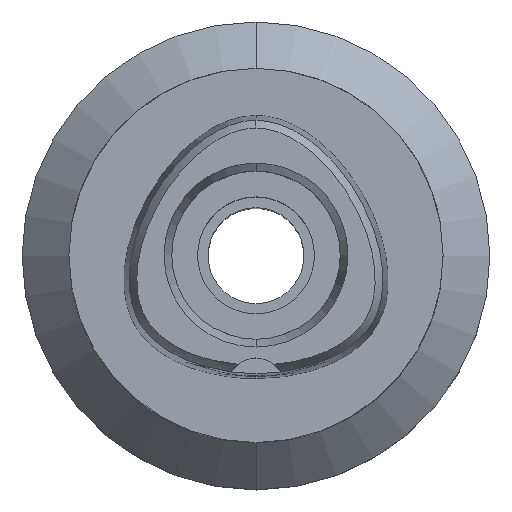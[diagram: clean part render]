
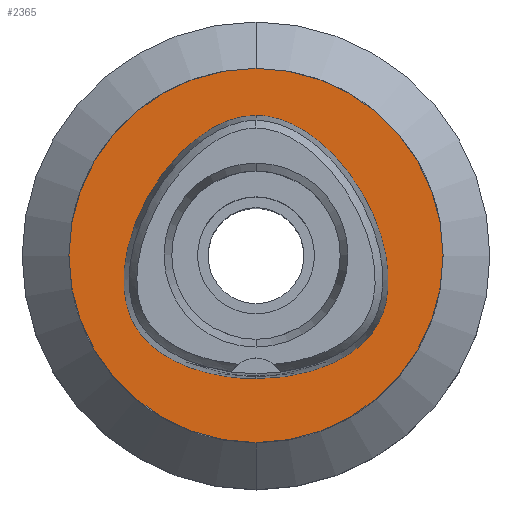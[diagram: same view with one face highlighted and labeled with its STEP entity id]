
A CAD part, top view. The second image highlights one B-rep face of the part: STEP entity #2365.
In plain terms, the highlighted planar face has unit normal (0, 0, 1).
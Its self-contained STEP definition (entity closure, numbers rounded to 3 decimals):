
#276=CARTESIAN_POINT('',(0.,0.,0.));
#277=DIRECTION('',(0.,0.,-1.));
#278=DIRECTION('',(0.,-1.,0.));
#279=AXIS2_PLACEMENT_3D('',#276,#277,#278);
#284=CARTESIAN_POINT('',(0.,0.,0.));
#285=DIRECTION('',(0.,0.,-1.));
#286=DIRECTION('',(0.,1.,0.));
#287=AXIS2_PLACEMENT_3D('',#284,#285,#286);
#292=CARTESIAN_POINT('',(0.,-13.163,0.));
#293=CARTESIAN_POINT('',(0.603,-13.163,0.));
#294=CARTESIAN_POINT('',(1.787,-13.116,
0.));
#295=CARTESIAN_POINT('',(3.522,-12.909,
0.));
#296=CARTESIAN_POINT('',(5.14,-12.583,0.));
#297=CARTESIAN_POINT('',(6.61,-12.158,0.));
#298=CARTESIAN_POINT('',(7.915,-11.659,0.));
#299=CARTESIAN_POINT('',(9.055,-11.106,0.));
#300=CARTESIAN_POINT('',(10.038,-10.514,0.));
#301=CARTESIAN_POINT('',(10.877,-9.897,0.));
#302=CARTESIAN_POINT('',(11.589,-9.26,0.));
#303=CARTESIAN_POINT('',(12.19,-8.606,0.));
#304=CARTESIAN_POINT('',(12.686,-7.943,0.));
#305=CARTESIAN_POINT('',(13.1,-7.256,0.));
#306=CARTESIAN_POINT('',(13.446,-6.515,0.));
#307=CARTESIAN_POINT('',(13.733,-5.697,0.));
#308=CARTESIAN_POINT('',(13.953,-4.793,0.));
#309=CARTESIAN_POINT('',(14.096,-3.792,0.));
#310=CARTESIAN_POINT('',(14.15,-2.682,0.));
#311=CARTESIAN_POINT('',(14.098,-1.458,0.));
#312=CARTESIAN_POINT('',(13.923,-0.115,0.));
#313=CARTESIAN_POINT('',(13.606,1.338,0.));
#314=CARTESIAN_POINT('',(13.132,2.881,0.));
#315=CARTESIAN_POINT('',(12.498,4.478,0.));
#316=CARTESIAN_POINT('',(11.71,6.076,0.));
#317=CARTESIAN_POINT('',(10.79,7.621,0.));
#318=CARTESIAN_POINT('',(9.769,9.062,0.));
#319=CARTESIAN_POINT('',(8.688,10.355,0.));
#320=CARTESIAN_POINT('',(7.585,11.475,0.));
#321=CARTESIAN_POINT('',(6.492,12.415,0.));
#322=CARTESIAN_POINT('',(5.43,13.18,0.));
#323=CARTESIAN_POINT('',(4.41,13.784,0.));
#324=CARTESIAN_POINT('',(3.44,14.245,0.));
#325=CARTESIAN_POINT('',(2.517,14.581,0.));
#326=CARTESIAN_POINT('',(1.639,14.807,0.));
#327=CARTESIAN_POINT('',(0.801,14.936,
0.));
#328=CARTESIAN_POINT('',(0.263,14.963,
0.));
#329=CARTESIAN_POINT('',(0.,14.963,
0.));
#334=CARTESIAN_POINT('',(0.,14.963,
0.));
#335=CARTESIAN_POINT('',(-0.263,14.963,
0.));
#336=CARTESIAN_POINT('',(-0.801,14.936,
0.));
#337=CARTESIAN_POINT('',(-1.639,14.807,
0.));
#338=CARTESIAN_POINT('',(-2.517,14.581,0.));
#339=CARTESIAN_POINT('',(-3.44,14.245,0.));
#340=CARTESIAN_POINT('',(-4.411,13.783,0.));
#341=CARTESIAN_POINT('',(-5.431,13.179,0.));
#342=CARTESIAN_POINT('',(-6.493,12.414,0.));
#343=CARTESIAN_POINT('',(-7.587,11.474,0.));
#344=CARTESIAN_POINT('',(-8.69,10.353,0.));
#345=CARTESIAN_POINT('',(-9.772,9.059,0.));
#346=CARTESIAN_POINT('',(-10.792,7.618,0.));
#347=CARTESIAN_POINT('',(-11.711,6.073,0.));
#348=CARTESIAN_POINT('',(-12.499,4.474,0.));
#349=CARTESIAN_POINT('',(-13.134,2.878,0.));
#350=CARTESIAN_POINT('',(-13.606,1.335,0.));
#351=CARTESIAN_POINT('',(-13.923,-0.117,0.));
#352=CARTESIAN_POINT('',(-14.098,-1.46,0.));
#353=CARTESIAN_POINT('',(-14.15,-2.684,0.));
#354=CARTESIAN_POINT('',(-14.096,-3.793,0.));
#355=CARTESIAN_POINT('',(-13.952,-4.795,0.));
#356=CARTESIAN_POINT('',(-13.733,-5.699,0.));
#357=CARTESIAN_POINT('',(-13.445,-6.518,0.));
#358=CARTESIAN_POINT('',(-13.1,-7.255,0.));
#359=CARTESIAN_POINT('',(-12.688,-7.941,0.));
#360=CARTESIAN_POINT('',(-12.192,-8.604,0.));
#361=CARTESIAN_POINT('',(-11.591,-9.258,0.));
#362=CARTESIAN_POINT('',(-10.88,-9.894,0.));
#363=CARTESIAN_POINT('',(-10.04,-10.512,0.));
#364=CARTESIAN_POINT('',(-9.058,-11.104,0.));
#365=CARTESIAN_POINT('',(-7.918,-11.658,0.));
#366=CARTESIAN_POINT('',(-6.612,-12.158,0.));
#367=CARTESIAN_POINT('',(-5.141,-12.582,0.));
#368=CARTESIAN_POINT('',(-3.523,-12.909,
0.));
#369=CARTESIAN_POINT('',(-1.787,-13.116,
0.));
#370=CARTESIAN_POINT('',(-0.603,-13.163,0.));
#371=CARTESIAN_POINT('',(0.,-13.163,0.));
#1598=VERTEX_POINT('',#334);
#1599=VERTEX_POINT('',#371);
#1604=CARTESIAN_POINT('',(0.,-20.,0.));
#1605=CARTESIAN_POINT('',(0.,20.,0.));
#1606=VERTEX_POINT('',#1604);
#1607=VERTEX_POINT('',#1605);
#2349=CARTESIAN_POINT('',(0.,0.,0.));
#2350=DIRECTION('',(0.,0.,-1.));
#2351=DIRECTION('',(0.,-1.,0.));
#2352=AXIS2_PLACEMENT_3D('',#2349,#2350,#2351);
#2353=PLANE('',#2352);
#2355=ORIENTED_EDGE('',*,*,#2354,.T.);
#2357=ORIENTED_EDGE('',*,*,#2356,.T.);
#2358=EDGE_LOOP('',(#2355,#2357));
#2359=FACE_OUTER_BOUND('',#2358,.F.);
#2361=ORIENTED_EDGE('',*,*,#2360,.T.);
#2362=ORIENTED_EDGE('',*,*,#2332,.T.);
#2363=EDGE_LOOP('',(#2361,#2362));
#2364=FACE_BOUND('',#2363,.F.);
#280=CIRCLE('',#279,20.);
#288=CIRCLE('',#287,20.);
#330=B_SPLINE_CURVE_WITH_KNOTS('',3,(#292,#293,#294,#295,#296,#297,#298,#299,
#300,#301,#302,#303,#304,#305,#306,#307,#308,#309,#310,#311,#312,#313,#314,#315,
#316,#317,#318,#319,#320,#321,#322,#323,#324,#325,#326,#327,#328,#329),
.UNSPECIFIED.,.F.,.F.,(4,1,1,1,1,1,1,1,1,1,1,1,1,1,1,1,1,1,1,1,1,1,1,1,1,1,1,1,
1,1,1,1,1,1,1,4),(0.,0.029,0.057,0.086,
0.114,0.143,0.171,0.2,0.229,
0.257,0.286,0.314,0.343,
0.371,0.4,0.429,0.457,0.486,
0.514,0.543,0.571,0.6,0.629,
0.657,0.686,0.714,0.743,
0.771,0.8,0.829,0.857,0.886,
0.914,0.943,0.971,1.),.UNSPECIFIED.);
#372=B_SPLINE_CURVE_WITH_KNOTS('',3,(#334,#335,#336,#337,#338,#339,#340,#341,
#342,#343,#344,#345,#346,#347,#348,#349,#350,#351,#352,#353,#354,#355,#356,#357,
#358,#359,#360,#361,#362,#363,#364,#365,#366,#367,#368,#369,#370,#371),
.UNSPECIFIED.,.F.,.F.,(4,1,1,1,1,1,1,1,1,1,1,1,1,1,1,1,1,1,1,1,1,1,1,1,1,1,1,1,
1,1,1,1,1,1,1,4),(0.,0.029,0.057,0.086,
0.114,0.143,0.171,0.2,0.229,
0.257,0.286,0.314,0.343,
0.371,0.4,0.429,0.457,0.486,
0.514,0.543,0.571,0.6,0.629,
0.657,0.686,0.714,0.743,
0.771,0.8,0.829,0.857,0.886,
0.914,0.943,0.971,1.),.UNSPECIFIED.);
#2332=EDGE_CURVE('',#1598,#1599,#372,.T.);
#2354=EDGE_CURVE('',#1606,#1607,#280,.T.);
#2356=EDGE_CURVE('',#1607,#1606,#288,.T.);
#2360=EDGE_CURVE('',#1599,#1598,#330,.T.);
#2365=ADVANCED_FACE('',(#2359,#2364),#2353,.F.);
